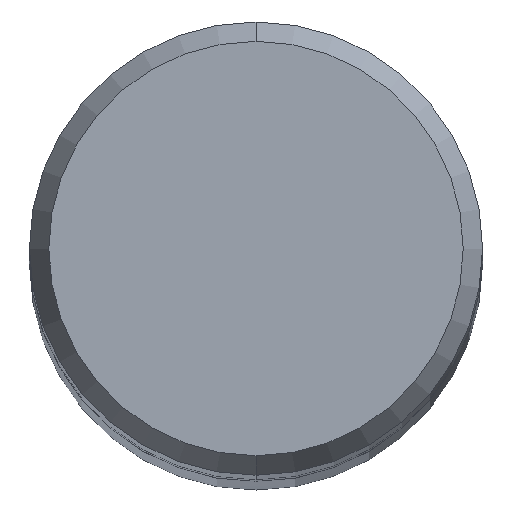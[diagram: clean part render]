
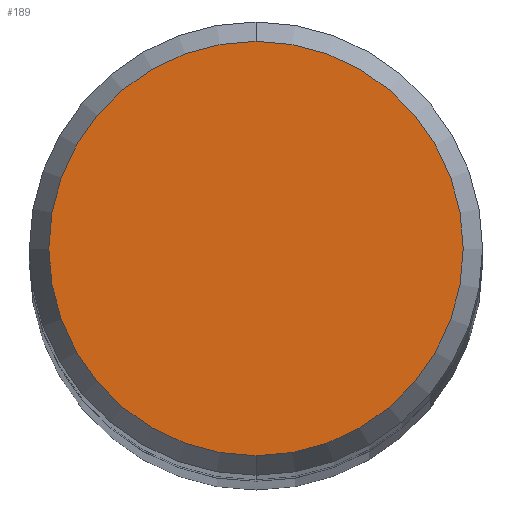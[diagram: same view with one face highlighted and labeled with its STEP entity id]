
A CAD part, top view. The second image highlights one B-rep face of the part: STEP entity #189.
In plain terms, the highlighted planar face has unit normal (0, 0, 1).
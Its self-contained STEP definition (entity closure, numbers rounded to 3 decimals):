
#151=VERTEX_POINT('',#306);
#163=VERTEX_POINT('',#319);
#169=EDGE_CURVE('',#151,#163,#326,.T.);
#179=EDGE_CURVE('',#163,#151,#338,.T.);
#189=ADVANCED_FACE('',(#350),#351,.T.);
#306=CARTESIAN_POINT('',(0.0,4.901,0.0));
#319=CARTESIAN_POINT('',(0.,-4.901,0.0));
#326=CIRCLE('',#511,4.901);
#338=CIRCLE('',#526,4.901);
#350=FACE_OUTER_BOUND('',#541,.T.);
#351=PLANE('',#542);
#511=AXIS2_PLACEMENT_3D('',#682,#683,#684);
#526=AXIS2_PLACEMENT_3D('',#701,#702,#703);
#541=EDGE_LOOP('',(#723,#724));
#542=AXIS2_PLACEMENT_3D('',#725,#726,#727);
#682=CARTESIAN_POINT('',(0.0,0.0,0.0));
#683=DIRECTION('',(0.0,0.0,-1.0));
#684=DIRECTION('',(0.0,1.0,0.0));
#701=CARTESIAN_POINT('',(0.0,0.0,0.0));
#702=DIRECTION('',(0.0,0.0,-1.0));
#703=DIRECTION('',(0.0,1.0,0.0));
#723=ORIENTED_EDGE('',*,*,#169,.F.);
#724=ORIENTED_EDGE('',*,*,#179,.F.);
#725=CARTESIAN_POINT('',(0.0,2.451,0.0));
#726=DIRECTION('',(-0.0,0.0,1.0));
#727=DIRECTION('',(0.0,-1.0,0.0));
